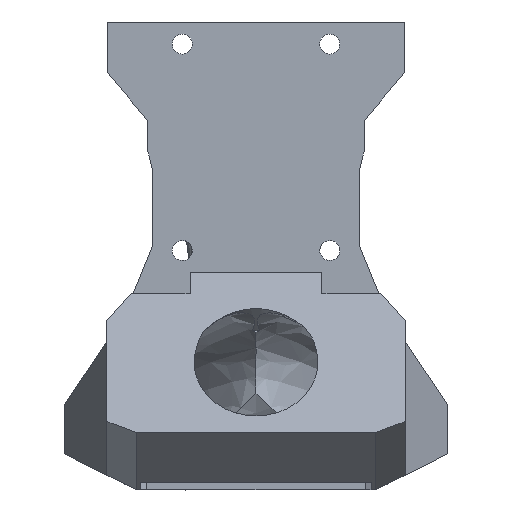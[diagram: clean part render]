
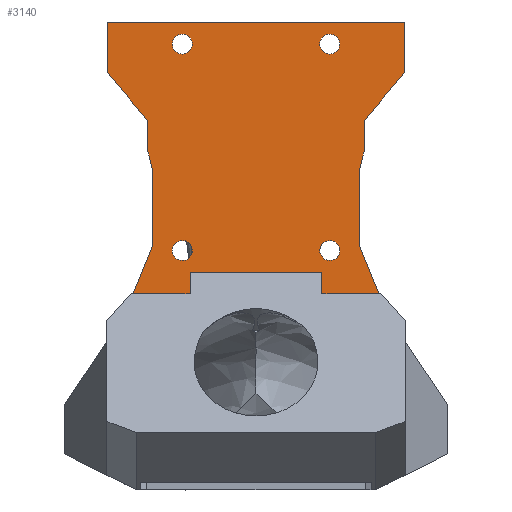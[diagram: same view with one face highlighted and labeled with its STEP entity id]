
A CAD part, front view. The second image highlights one B-rep face of the part: STEP entity #3140.
In plain terms, the highlighted planar face has unit normal (0, -1, 0).
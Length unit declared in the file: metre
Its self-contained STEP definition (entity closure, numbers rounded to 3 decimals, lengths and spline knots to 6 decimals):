
#94=CIRCLE('',#3306,0.0017);
#96=CIRCLE('',#3309,0.0017);
#98=CIRCLE('',#3312,0.0017);
#100=CIRCLE('',#3315,0.0017);
#715=ORIENTED_EDGE('',*,*,#1392,.F.);
#716=ORIENTED_EDGE('',*,*,#1393,.F.);
#717=ORIENTED_EDGE('',*,*,#1394,.F.);
#718=ORIENTED_EDGE('',*,*,#1395,.T.);
#719=ORIENTED_EDGE('',*,*,#1396,.T.);
#720=ORIENTED_EDGE('',*,*,#1397,.F.);
#721=ORIENTED_EDGE('',*,*,#1305,.T.);
#722=ORIENTED_EDGE('',*,*,#1380,.T.);
#723=ORIENTED_EDGE('',*,*,#1298,.F.);
#724=ORIENTED_EDGE('',*,*,#1398,.T.);
#725=ORIENTED_EDGE('',*,*,#1399,.F.);
#726=ORIENTED_EDGE('',*,*,#1400,.F.);
#727=ORIENTED_EDGE('',*,*,#1401,.T.);
#728=ORIENTED_EDGE('',*,*,#1402,.T.);
#729=ORIENTED_EDGE('',*,*,#1212,.T.);
#730=ORIENTED_EDGE('',*,*,#1210,.T.);
#731=ORIENTED_EDGE('',*,*,#1208,.T.);
#732=ORIENTED_EDGE('',*,*,#1214,.T.);
#1208=EDGE_CURVE('',#1636,#1636,#94,.T.);
#1210=EDGE_CURVE('',#1638,#1638,#96,.T.);
#1212=EDGE_CURVE('',#1639,#1639,#98,.T.);
#1214=EDGE_CURVE('',#1641,#1641,#100,.T.);
#1298=EDGE_CURVE('',#1701,#1702,#1994,.T.);
#1305=EDGE_CURVE('',#1708,#1707,#2000,.T.);
#1380=EDGE_CURVE('',#1707,#1702,#2072,.T.);
#1392=EDGE_CURVE('',#1751,#1752,#2081,.T.);
#1393=EDGE_CURVE('',#1753,#1751,#2082,.T.);
#1394=EDGE_CURVE('',#1754,#1753,#2083,.T.);
#1395=EDGE_CURVE('',#1754,#1755,#2084,.T.);
#1396=EDGE_CURVE('',#1755,#1756,#2085,.T.);
#1397=EDGE_CURVE('',#1708,#1756,#2086,.T.);
#1398=EDGE_CURVE('',#1701,#1757,#2087,.T.);
#1399=EDGE_CURVE('',#1758,#1757,#2088,.T.);
#1400=EDGE_CURVE('',#1759,#1758,#2089,.T.);
#1401=EDGE_CURVE('',#1759,#1760,#2090,.T.);
#1402=EDGE_CURVE('',#1760,#1752,#2091,.T.);
#1636=VERTEX_POINT('',#5441);
#1638=VERTEX_POINT('',#5446);
#1639=VERTEX_POINT('',#5450);
#1641=VERTEX_POINT('',#5455);
#1701=VERTEX_POINT('',#5623);
#1702=VERTEX_POINT('',#5625);
#1707=VERTEX_POINT('',#5640);
#1708=VERTEX_POINT('',#5642);
#1751=VERTEX_POINT('',#5815);
#1752=VERTEX_POINT('',#5816);
#1753=VERTEX_POINT('',#5818);
#1754=VERTEX_POINT('',#5820);
#1755=VERTEX_POINT('',#5822);
#1756=VERTEX_POINT('',#5824);
#1757=VERTEX_POINT('',#5827);
#1758=VERTEX_POINT('',#5829);
#1759=VERTEX_POINT('',#5831);
#1760=VERTEX_POINT('',#5833);
#1994=LINE('',#5624,#2310);
#2000=LINE('',#5641,#2316);
#2072=LINE('',#5789,#2388);
#2081=LINE('',#5814,#2397);
#2082=LINE('',#5817,#2398);
#2083=LINE('',#5819,#2399);
#2084=LINE('',#5821,#2400);
#2085=LINE('',#5823,#2401);
#2086=LINE('',#5825,#2402);
#2087=LINE('',#5826,#2403);
#2088=LINE('',#5828,#2404);
#2089=LINE('',#5830,#2405);
#2090=LINE('',#5832,#2406);
#2091=LINE('',#5834,#2407);
#2310=VECTOR('',#3849,1.);
#2316=VECTOR('',#3857,1.);
#2388=VECTOR('',#3997,1.);
#2397=VECTOR('',#4020,1.);
#2398=VECTOR('',#4021,1.);
#2399=VECTOR('',#4022,1.);
#2400=VECTOR('',#4023,1.);
#2401=VECTOR('',#4024,1.);
#2402=VECTOR('',#4025,1.);
#2403=VECTOR('',#4026,1.);
#2404=VECTOR('',#4027,1.);
#2405=VECTOR('',#4028,1.);
#2406=VECTOR('',#4029,1.);
#2407=VECTOR('',#4030,1.);
#2568=EDGE_LOOP('',(#715,#716,#717,#718,#719,#720,#721,#722,#723,#724,#725,
#726,#727,#728));
#2569=EDGE_LOOP('',(#729));
#2570=EDGE_LOOP('',(#730));
#2571=EDGE_LOOP('',(#731));
#2572=EDGE_LOOP('',(#732));
#2794=FACE_BOUND('',#2568,.T.);
#2795=FACE_BOUND('',#2569,.T.);
#2796=FACE_BOUND('',#2570,.T.);
#2797=FACE_BOUND('',#2571,.T.);
#2798=FACE_BOUND('',#2572,.T.);
#3001=PLANE('',#3388);
#3140=ADVANCED_FACE('',(#2794,#2795,#2796,#2797,#2798),#3001,.F.);
#3306=AXIS2_PLACEMENT_3D('',#5440,#3694,#3695);
#3309=AXIS2_PLACEMENT_3D('',#5445,#3700,#3701);
#3312=AXIS2_PLACEMENT_3D('',#5449,#3706,#3707);
#3315=AXIS2_PLACEMENT_3D('',#5454,#3712,#3713);
#3388=AXIS2_PLACEMENT_3D('',#5813,#4018,#4019);
#3694=DIRECTION('',(0.,1.,0.));
#3695=DIRECTION('',(-1.,0.,0.));
#3700=DIRECTION('',(0.,1.,0.));
#3701=DIRECTION('',(-1.,0.,0.));
#3706=DIRECTION('',(0.,1.,0.));
#3707=DIRECTION('',(-1.,0.,0.));
#3712=DIRECTION('',(0.,1.,0.));
#3713=DIRECTION('',(-1.,0.,0.));
#3849=DIRECTION('',(0.378,0.,-0.926));
#3857=DIRECTION('',(-0.378,0.,-0.926));
#3997=DIRECTION('',(1.,0.,0.));
#4018=DIRECTION('',(0.,1.,0.));
#4019=DIRECTION('',(0.,0.,1.));
#4020=DIRECTION('',(1.,0.,0.));
#4021=DIRECTION('',(0.,0.,1.));
#4022=DIRECTION('',(-0.643,0.,0.766));
#4023=DIRECTION('',(0.,0.,-1.));
#4024=DIRECTION('',(0.236,0.,-0.972));
#4025=DIRECTION('',(0.,0.,1.));
#4026=DIRECTION('',(0.,0.,1.));
#4027=DIRECTION('',(-0.236,0.,-0.972));
#4028=DIRECTION('',(0.,0.,-1.));
#4029=DIRECTION('',(0.643,0.,0.766));
#4030=DIRECTION('',(0.,0.,1.));
#5440=CARTESIAN_POINT('',(-0.0125,-0.01365,0.0775));
#5441=CARTESIAN_POINT('',(-0.0142,-0.01365,0.0775));
#5445=CARTESIAN_POINT('',(0.0125,-0.01365,0.0425));
#5446=CARTESIAN_POINT('',(0.0108,-0.01365,0.0425));
#5449=CARTESIAN_POINT('',(0.0125,-0.01365,0.0775));
#5450=CARTESIAN_POINT('',(0.0108,-0.01365,0.0775));
#5454=CARTESIAN_POINT('',(-0.0125,-0.01365,0.0425));
#5455=CARTESIAN_POINT('',(-0.0142,-0.01365,0.0425));
#5623=CARTESIAN_POINT('',(0.0175,-0.01365,0.043332));
#5624=CARTESIAN_POINT('',(0.023813,-0.01365,0.027869));
#5625=CARTESIAN_POINT('',(0.023274,-0.01365,0.02919));
#5640=CARTESIAN_POINT('',(-0.023274,-0.01365,0.02919));
#5641=CARTESIAN_POINT('',(-0.023813,-0.01365,0.027869));
#5642=CARTESIAN_POINT('',(-0.0175,-0.01365,0.043332));
#5789=CARTESIAN_POINT('',(-0.12414,-0.01365,0.02919));
#5813=CARTESIAN_POINT('',(0.,-0.01365,0.018147));
#5814=CARTESIAN_POINT('',(0.012,-0.01365,0.08125));
#5815=CARTESIAN_POINT('',(-0.025201,-0.01365,0.08125));
#5816=CARTESIAN_POINT('',(0.025201,-0.01365,0.08125));
#5817=CARTESIAN_POINT('',(-0.025201,-0.01365,-0.190672));
#5818=CARTESIAN_POINT('',(-0.025201,-0.01365,0.07268));
#5819=CARTESIAN_POINT('',(0.104723,-0.01365,-0.082157));
#5820=CARTESIAN_POINT('',(-0.0184,-0.01365,0.064575));
#5821=CARTESIAN_POINT('',(-0.0184,-0.01365,0.064575));
#5822=CARTESIAN_POINT('',(-0.0184,-0.01365,0.059575));
#5823=CARTESIAN_POINT('',(-0.01795,-0.01365,0.05772));
#5824=CARTESIAN_POINT('',(-0.0175,-0.01365,0.055865));
#5825=CARTESIAN_POINT('',(-0.0175,-0.01365,0.018147));
#5826=CARTESIAN_POINT('',(0.0175,-0.01365,0.018147));
#5827=CARTESIAN_POINT('',(0.0175,-0.01365,0.055865));
#5828=CARTESIAN_POINT('',(0.01795,-0.01365,0.05772));
#5829=CARTESIAN_POINT('',(0.0184,-0.01365,0.059575));
#5830=CARTESIAN_POINT('',(0.0184,-0.01365,0.064575));
#5831=CARTESIAN_POINT('',(0.0184,-0.01365,0.064575));
#5832=CARTESIAN_POINT('',(-0.104723,-0.01365,-0.082157));
#5833=CARTESIAN_POINT('',(0.025201,-0.01365,0.07268));
#5834=CARTESIAN_POINT('',(0.025201,-0.01365,-0.190672));
